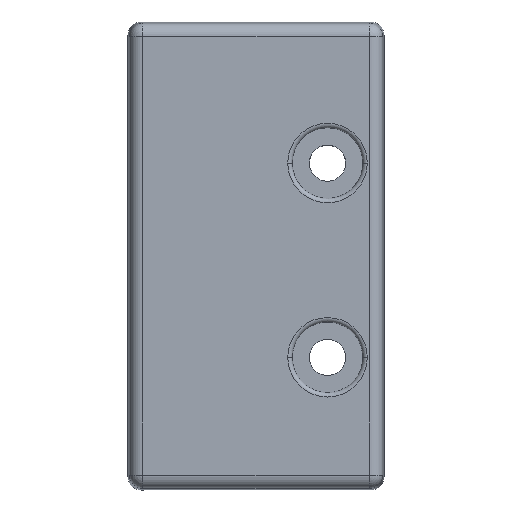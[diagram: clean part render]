
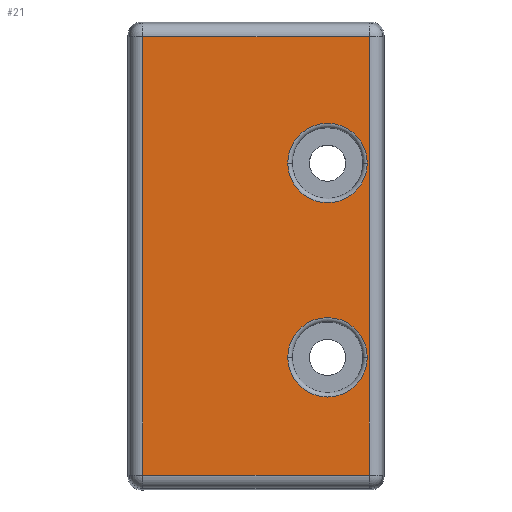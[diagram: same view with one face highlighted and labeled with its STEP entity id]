
A CAD part, top view. The second image highlights one B-rep face of the part: STEP entity #21.
In plain terms, the highlighted face is planar.
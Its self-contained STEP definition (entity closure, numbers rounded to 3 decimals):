
#1 = EDGE_CURVE ( 'NONE', #67, #68, #336, .T. ) ;
#2 = ORIENTED_EDGE ( 'NONE', *, *, #1, .T. ) ;
#4 = EDGE_LOOP ( 'NONE', ( #5, #6 ) ) ;
#5 = ORIENTED_EDGE ( 'NONE', *, *, #25, .T. ) ;
#6 = ORIENTED_EDGE ( 'NONE', *, *, #320, .T. ) ;
#7 = EDGE_LOOP ( 'NONE', ( #321, #367, #267, #383 ) ) ;
#11 = ORIENTED_EDGE ( 'NONE', *, *, #70, .T. ) ;
#21 = ADVANCED_FACE ( 'NONE', ( #186, #185, #184 ), #181, .F. ) ;
#22 = EDGE_LOOP ( 'NONE', ( #11, #2 ) ) ;
#23 = VERTEX_POINT ( 'NONE', #176 ) ;
#25 = EDGE_CURVE ( 'NONE', #26, #23, #284, .T. ) ;
#26 = VERTEX_POINT ( 'NONE', #279 ) ;
#67 = VERTEX_POINT ( 'NONE', #392 ) ;
#68 = VERTEX_POINT ( 'NONE', #391 ) ;
#70 = EDGE_CURVE ( 'NONE', #68, #67, #390, .T. ) ;
#169 = EDGE_CURVE ( 'NONE', #266, #170, #776, .T. ) ;
#170 = VERTEX_POINT ( 'NONE', #772 ) ;
#176 = CARTESIAN_POINT ( 'NONE',  ( 32.379, 13.5, 26.568 ) ) ;
#177 = DIRECTION ( 'NONE',  ( 0., 0., -1. ) ) ;
#178 = DIRECTION ( 'NONE',  ( 0., -1., 0. ) ) ;
#179 = CARTESIAN_POINT ( 'NONE',  ( 16.379, 13.5, 15.668 ) ) ;
#180 = AXIS2_PLACEMENT_3D ( 'NONE', #179, #178, #177 ) ;
#181 = PLANE ( 'NONE',  #180 ) ;
#184 = FACE_OUTER_BOUND ( 'NONE', #7, .T. ) ;
#185 = FACE_BOUND ( 'NONE', #4, .T. ) ;
#186 = FACE_BOUND ( 'NONE', #22, .T. ) ;
#265 = EDGE_CURVE ( 'NONE', #366, #266, #1078, .T. ) ;
#266 = VERTEX_POINT ( 'NONE', #1106 ) ;
#267 = ORIENTED_EDGE ( 'NONE', *, *, #169, .T. ) ;
#279 = CARTESIAN_POINT ( 'NONE',  ( 32.379, 13.5, 17.568 ) ) ;
#280 = DIRECTION ( 'NONE',  ( 0., 0., -1. ) ) ;
#281 = DIRECTION ( 'NONE',  ( 0., -1., 0. ) ) ;
#282 = CARTESIAN_POINT ( 'NONE',  ( 32.379, 13.5, 22.068 ) ) ;
#283 = AXIS2_PLACEMENT_3D ( 'NONE', #282, #281, #280 ) ;
#284 = CIRCLE ( 'NONE', #283, 4.5 ) ;
#320 = EDGE_CURVE ( 'NONE', #23, #26, #1193, .T. ) ;
#321 = ORIENTED_EDGE ( 'NONE', *, *, #322, .T. ) ;
#322 = EDGE_CURVE ( 'NONE', #365, #366, #1269, .T. ) ;
#332 = DIRECTION ( 'NONE',  ( 0., 0., -1. ) ) ;
#333 = DIRECTION ( 'NONE',  ( 0., -1., 0. ) ) ;
#334 = CARTESIAN_POINT ( 'NONE',  ( 54.379, 13.5, 22.068 ) ) ;
#335 = AXIS2_PLACEMENT_3D ( 'NONE', #334, #333, #332 ) ;
#336 = CIRCLE ( 'NONE', #335, 4.5 ) ;
#365 = VERTEX_POINT ( 'NONE', #1169 ) ;
#366 = VERTEX_POINT ( 'NONE', #1168 ) ;
#367 = ORIENTED_EDGE ( 'NONE', *, *, #265, .T. ) ;
#383 = ORIENTED_EDGE ( 'NONE', *, *, #384, .T. ) ;
#384 = EDGE_CURVE ( 'NONE', #170, #365, #1349, .T. ) ;
#386 = DIRECTION ( 'NONE',  ( 0., 0., -1. ) ) ;
#387 = DIRECTION ( 'NONE',  ( 0., -1., 0. ) ) ;
#388 = CARTESIAN_POINT ( 'NONE',  ( 54.379, 13.5, 22.068 ) ) ;
#389 = AXIS2_PLACEMENT_3D ( 'NONE', #388, #387, #386 ) ;
#390 = CIRCLE ( 'NONE', #389, 4.5 ) ;
#391 = CARTESIAN_POINT ( 'NONE',  ( 54.379, 13.5, 17.568 ) ) ;
#392 = CARTESIAN_POINT ( 'NONE',  ( 54.379, 13.5, 26.568 ) ) ;
#772 = CARTESIAN_POINT ( 'NONE',  ( 67.711, 13.5, 17.336 ) ) ;
#773 = DIRECTION ( 'NONE',  ( 0., 0., -1. ) ) ;
#774 = VECTOR ( 'NONE', #773, 1000. ) ;
#775 = CARTESIAN_POINT ( 'NONE',  ( 67.711, 13.5, 15.668 ) ) ;
#776 = LINE ( 'NONE', #775, #774 ) ;
#1076 = VECTOR ( 'NONE', #1107, 1000. ) ;
#1077 = CARTESIAN_POINT ( 'NONE',  ( 16.379, 13.5, 43. ) ) ;
#1078 = LINE ( 'NONE', #1077, #1076 ) ;
#1106 = CARTESIAN_POINT ( 'NONE',  ( 67.711, 13.5, 43. ) ) ;
#1107 = DIRECTION ( 'NONE',  ( 1., 0., 0. ) ) ;
#1168 = CARTESIAN_POINT ( 'NONE',  ( 18.047, 13.5, 43. ) ) ;
#1169 = CARTESIAN_POINT ( 'NONE',  ( 18.047, 13.5, 17.336 ) ) ;
#1188 = DIRECTION ( 'NONE',  ( 0., 0., 1. ) ) ;
#1189 = VECTOR ( 'NONE', #1188, 1000. ) ;
#1190 = CARTESIAN_POINT ( 'NONE',  ( 18.047, 13.5, 15.668 ) ) ;
#1191 = CARTESIAN_POINT ( 'NONE',  ( 32.379, 13.5, 22.068 ) ) ;
#1192 = AXIS2_PLACEMENT_3D ( 'NONE', #1191, #1271, #1270 ) ;
#1193 = CIRCLE ( 'NONE', #1192, 4.5 ) ;
#1269 = LINE ( 'NONE', #1190, #1189 ) ;
#1270 = DIRECTION ( 'NONE',  ( 0., 0., -1. ) ) ;
#1271 = DIRECTION ( 'NONE',  ( 0., -1., 0. ) ) ;
#1348 = CARTESIAN_POINT ( 'NONE',  ( 16.379, 13.5, 17.336 ) ) ;
#1349 = LINE ( 'NONE', #1348, #1369 ) ;
#1368 = DIRECTION ( 'NONE',  ( -1., 0., 0. ) ) ;
#1369 = VECTOR ( 'NONE', #1368, 1000. ) ;
